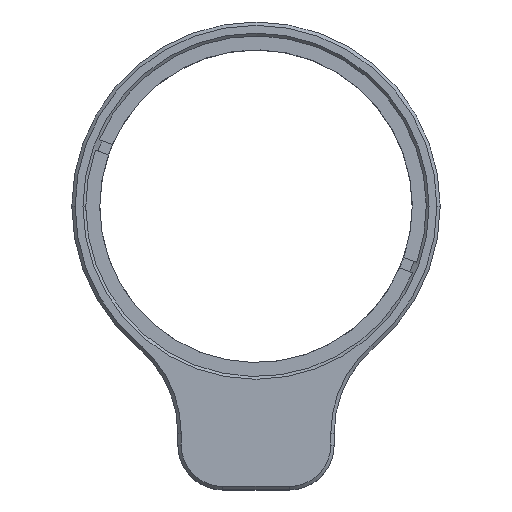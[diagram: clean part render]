
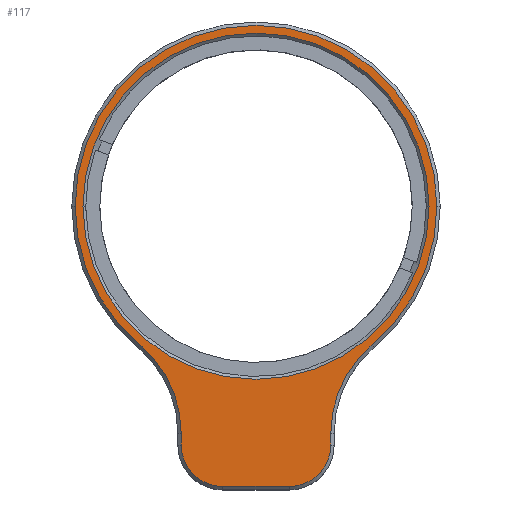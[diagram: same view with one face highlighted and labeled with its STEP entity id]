
A CAD part, top view. The second image highlights one B-rep face of the part: STEP entity #117.
In plain terms, the highlighted planar face has unit normal (0, 0, 1).
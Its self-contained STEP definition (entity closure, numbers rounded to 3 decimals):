
#1 = CARTESIAN_POINT ( 'NONE',  ( 30.966, -13.307, 5.25 ) ) ;
#32 = VERTEX_POINT ( 'NONE', #3234 ) ;
#36 = EDGE_CURVE ( 'NONE', #2510, #1091, #45, .T. ) ;
#45 = LINE ( 'NONE', #885, #3905 ) ;
#86 = AXIS2_PLACEMENT_3D ( 'NONE', #1766, #3935, #2081 ) ;
#117 = ADVANCED_FACE ( 'NONE', ( #1243, #387 ), #3149, .T. ) ;
#141 = AXIS2_PLACEMENT_3D ( 'NONE', #3495, #1641, #3815 ) ;
#193 = CARTESIAN_POINT ( 'NONE',  ( 13.874, -21.208, 5.25 ) ) ;
#198 = CARTESIAN_POINT ( 'NONE',  ( 17.574, -25.979, 5.25 ) ) ;
#220 = CARTESIAN_POINT ( 'NONE',  ( 23.574, -22.279, 5.25 ) ) ;
#273 = CARTESIAN_POINT ( 'NONE',  ( 23.574, -25.979, 5.25 ) ) ;
#326 = ORIENTED_EDGE ( 'NONE', *, *, #36, .T. ) ;
#344 = DIRECTION ( 'NONE',  ( 1., 0., 0. ) ) ;
#361 = DIRECTION ( 'NONE',  ( 1., 0., 0. ) ) ;
#366 = DIRECTION ( 'NONE',  ( 0., 0., -1. ) ) ;
#387 = FACE_BOUND ( 'NONE', #2299, .T. ) ;
#394 = EDGE_LOOP ( 'NONE', ( #326, #888, #815, #3920, #3272, #800, #605, #841, #2871, #3450 ) ) ;
#431 = CARTESIAN_POINT ( 'NONE',  ( 20.574, -0.879, 5.25 ) ) ;
#467 = CIRCLE ( 'NONE', #2748, 3.7 ) ;
#478 = DIRECTION ( 'NONE',  ( 0., 0., -1. ) ) ;
#511 = AXIS2_PLACEMENT_3D ( 'NONE', #220, #2395, #530 ) ;
#513 = CIRCLE ( 'NONE', #86, 16.2 ) ;
#530 = DIRECTION ( 'NONE',  ( 1., 0., 0. ) ) ;
#605 = ORIENTED_EDGE ( 'NONE', *, *, #3360, .T. ) ;
#647 = VERTEX_POINT ( 'NONE', #1143 ) ;
#657 = VERTEX_POINT ( 'NONE', #2759 ) ;
#679 = CARTESIAN_POINT ( 'NONE',  ( 37.574, -21.208, 5.25 ) ) ;
#795 = EDGE_CURVE ( 'NONE', #3850, #657, #1395, .T. ) ;
#800 = ORIENTED_EDGE ( 'NONE', *, *, #3854, .T. ) ;
#815 = ORIENTED_EDGE ( 'NONE', *, *, #4027, .T. ) ;
#841 = ORIENTED_EDGE ( 'NONE', *, *, #3307, .T. ) ;
#858 = CARTESIAN_POINT ( 'NONE',  ( 13.874, -22.279, 5.25 ) ) ;
#864 = AXIS2_PLACEMENT_3D ( 'NONE', #1803, #1494, #1189 ) ;
#882 = AXIS2_PLACEMENT_3D ( 'NONE', #679, #3060, #3837 ) ;
#885 = CARTESIAN_POINT ( 'NONE',  ( 23.574, -25.979, 5.25 ) ) ;
#888 = ORIENTED_EDGE ( 'NONE', *, *, #3395, .T. ) ;
#934 = EDGE_CURVE ( 'NONE', #657, #3850, #1117, .T. ) ;
#979 = DIRECTION ( 'NONE',  ( 0., 0., 1. ) ) ;
#987 = VERTEX_POINT ( 'NONE', #1633 ) ;
#1091 = VERTEX_POINT ( 'NONE', #273 ) ;
#1106 = ORIENTED_EDGE ( 'NONE', *, *, #934, .T. ) ;
#1117 = CIRCLE ( 'NONE', #864, 15.5 ) ;
#1143 = CARTESIAN_POINT ( 'NONE',  ( 36.774, -0.879, 5.25 ) ) ;
#1189 = DIRECTION ( 'NONE',  ( 1., 0., 0. ) ) ;
#1221 = CIRCLE ( 'NONE', #2527, 10.3 ) ;
#1243 = FACE_OUTER_BOUND ( 'NONE', #394, .T. ) ;
#1318 = CARTESIAN_POINT ( 'NONE',  ( 17.574, -22.279, 5.25 ) ) ;
#1395 = CIRCLE ( 'NONE', #3642, 15.5 ) ;
#1429 = CIRCLE ( 'NONE', #141, 16.2 ) ;
#1494 = DIRECTION ( 'NONE',  ( 0., 0., -1. ) ) ;
#1618 = DIRECTION ( 'NONE',  ( 1., 0., 0. ) ) ;
#1624 = VECTOR ( 'NONE', #3649, 1000. ) ;
#1627 = CARTESIAN_POINT ( 'NONE',  ( 36.074, -0.879, 5.25 ) ) ;
#1633 = CARTESIAN_POINT ( 'NONE',  ( 13.874, -22.279, 5.25 ) ) ;
#1641 = DIRECTION ( 'NONE',  ( 0., 0., 1. ) ) ;
#1651 = CARTESIAN_POINT ( 'NONE',  ( 27.274, -21.208, 5.25 ) ) ;
#1663 = VECTOR ( 'NONE', #2327, 1000. ) ;
#1690 = AXIS2_PLACEMENT_3D ( 'NONE', #2824, #979, #3131 ) ;
#1741 = CARTESIAN_POINT ( 'NONE',  ( 3.574, -21.208, 5.25 ) ) ;
#1766 = CARTESIAN_POINT ( 'NONE',  ( 20.574, -0.879, 5.25 ) ) ;
#1803 = CARTESIAN_POINT ( 'NONE',  ( 20.574, -0.879, 5.25 ) ) ;
#1869 = VERTEX_POINT ( 'NONE', #193 ) ;
#2049 = DIRECTION ( 'NONE',  ( 1., 0., 0. ) ) ;
#2081 = DIRECTION ( 'NONE',  ( 1., 0., 0. ) ) ;
#2112 = VERTEX_POINT ( 'NONE', #1651 ) ;
#2230 = CARTESIAN_POINT ( 'NONE',  ( 37.574, -21.208, 5.25 ) ) ;
#2260 = CIRCLE ( 'NONE', #3297, 10.3 ) ;
#2299 = EDGE_LOOP ( 'NONE', ( #3319, #1106 ) ) ;
#2327 = DIRECTION ( 'NONE',  ( 0., 1., 0. ) ) ;
#2351 = CARTESIAN_POINT ( 'NONE',  ( 10.181, -13.307, 5.25 ) ) ;
#2395 = DIRECTION ( 'NONE',  ( 0., 0., 1. ) ) ;
#2460 = LINE ( 'NONE', #858, #1624 ) ;
#2510 = VERTEX_POINT ( 'NONE', #198 ) ;
#2527 = AXIS2_PLACEMENT_3D ( 'NONE', #2230, #366, #2536 ) ;
#2536 = DIRECTION ( 'NONE',  ( 1., 0., 0. ) ) ;
#2571 = LINE ( 'NONE', #3885, #1663 ) ;
#2748 = AXIS2_PLACEMENT_3D ( 'NONE', #1318, #3482, #1618 ) ;
#2759 = CARTESIAN_POINT ( 'NONE',  ( 5.074, -0.879, 5.25 ) ) ;
#2790 = CIRCLE ( 'NONE', #511, 3.7 ) ;
#2824 = CARTESIAN_POINT ( 'NONE',  ( 20.574, -0.879, 5.25 ) ) ;
#2871 = ORIENTED_EDGE ( 'NONE', *, *, #3652, .T. ) ;
#3060 = DIRECTION ( 'NONE',  ( 0., 0., 1. ) ) ;
#3122 = EDGE_CURVE ( 'NONE', #2112, #3749, #1221, .T. ) ;
#3131 = DIRECTION ( 'NONE',  ( 1., 0., 0. ) ) ;
#3135 = EDGE_CURVE ( 'NONE', #987, #2510, #467, .T. ) ;
#3149 = PLANE ( 'NONE',  #882 ) ;
#3150 = VERTEX_POINT ( 'NONE', #3791 ) ;
#3234 = CARTESIAN_POINT ( 'NONE',  ( 27.274, -22.279, 5.25 ) ) ;
#3266 = CIRCLE ( 'NONE', #1690, 16.2 ) ;
#3272 = ORIENTED_EDGE ( 'NONE', *, *, #3796, .T. ) ;
#3297 = AXIS2_PLACEMENT_3D ( 'NONE', #1741, #3908, #2049 ) ;
#3307 = EDGE_CURVE ( 'NONE', #3566, #1869, #2260, .T. ) ;
#3319 = ORIENTED_EDGE ( 'NONE', *, *, #795, .T. ) ;
#3360 = EDGE_CURVE ( 'NONE', #3150, #3566, #513, .T. ) ;
#3395 = EDGE_CURVE ( 'NONE', #1091, #32, #2790, .T. ) ;
#3450 = ORIENTED_EDGE ( 'NONE', *, *, #3135, .T. ) ;
#3482 = DIRECTION ( 'NONE',  ( 0., 0., 1. ) ) ;
#3495 = CARTESIAN_POINT ( 'NONE',  ( 20.574, -0.879, 5.25 ) ) ;
#3566 = VERTEX_POINT ( 'NONE', #2351 ) ;
#3642 = AXIS2_PLACEMENT_3D ( 'NONE', #431, #478, #361 ) ;
#3649 = DIRECTION ( 'NONE',  ( 0., -1., 0. ) ) ;
#3652 = EDGE_CURVE ( 'NONE', #1869, #987, #2460, .T. ) ;
#3749 = VERTEX_POINT ( 'NONE', #1 ) ;
#3791 = CARTESIAN_POINT ( 'NONE',  ( 4.374, -0.879, 5.25 ) ) ;
#3796 = EDGE_CURVE ( 'NONE', #3749, #647, #3266, .T. ) ;
#3815 = DIRECTION ( 'NONE',  ( 1., 0., 0. ) ) ;
#3837 = DIRECTION ( 'NONE',  ( 1., 0., 0. ) ) ;
#3850 = VERTEX_POINT ( 'NONE', #1627 ) ;
#3854 = EDGE_CURVE ( 'NONE', #647, #3150, #1429, .T. ) ;
#3885 = CARTESIAN_POINT ( 'NONE',  ( 27.274, -21.208, 5.25 ) ) ;
#3905 = VECTOR ( 'NONE', #344, 1000. ) ;
#3908 = DIRECTION ( 'NONE',  ( 0., 0., -1. ) ) ;
#3920 = ORIENTED_EDGE ( 'NONE', *, *, #3122, .T. ) ;
#3935 = DIRECTION ( 'NONE',  ( 0., 0., 1. ) ) ;
#4027 = EDGE_CURVE ( 'NONE', #32, #2112, #2571, .T. ) ;
